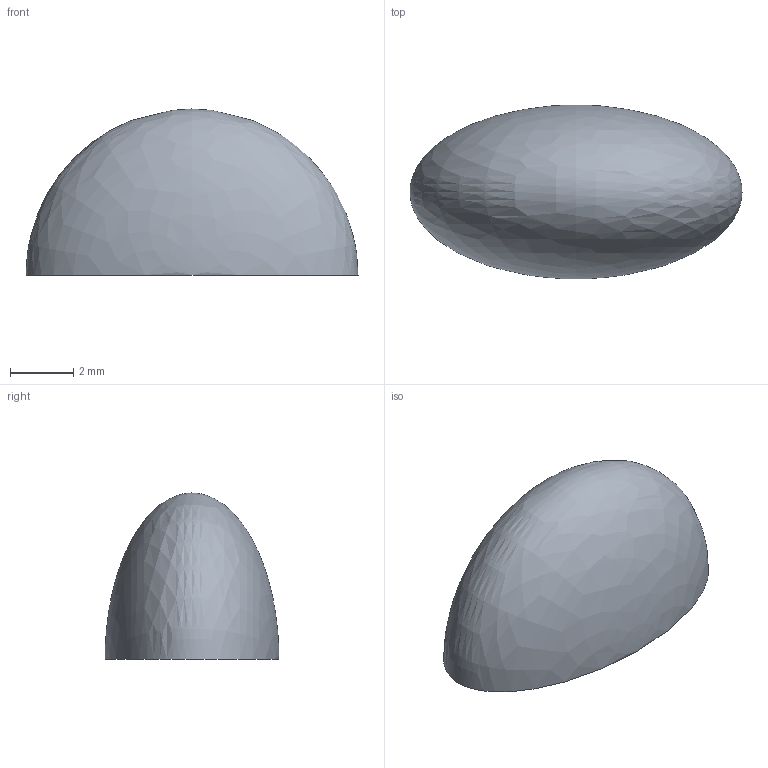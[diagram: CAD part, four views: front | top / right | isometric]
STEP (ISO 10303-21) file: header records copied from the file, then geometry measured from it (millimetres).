
FILE_DESCRIPTION(('FreeCAD Model'),'2;1');
FILE_NAME('CY2_1.stp', '2016-01-27T22:41:20',('FreeCAD'),('FreeCAD'), 'Open CASCADE STEP processor 6.8','FreeCAD','Unknown');
FILE_SCHEMA(('AUTOMOTIVE_DESIGN_CC2 { 1 2 10303 214 -1 1 5 4 }'));
Length unit declared in the file: millimetre
Products named in the file (1): Open CASCADE STEP translator 6.8 349
Bounding box: 10.5 x 5.5 x 5.25 mm (x, y, z)
Surface area: 121.8 mm2 (no closed solid volume)
Topology: 0 solids, 1 shells, 1 faces, 4 edges, 2 vertices
Faces by surface type: bspline 1
Entity records: 364 total; most frequent: CARTESIAN_POINT 326, DIRECTION 3, B_SPLINE_CURVE_WITH_KNOTS 3, ORIENTED_EDGE 2, EDGE_CURVE 2, VERTEX_POINT 2, SURFACE_CURVE 2, PCURVE 2
